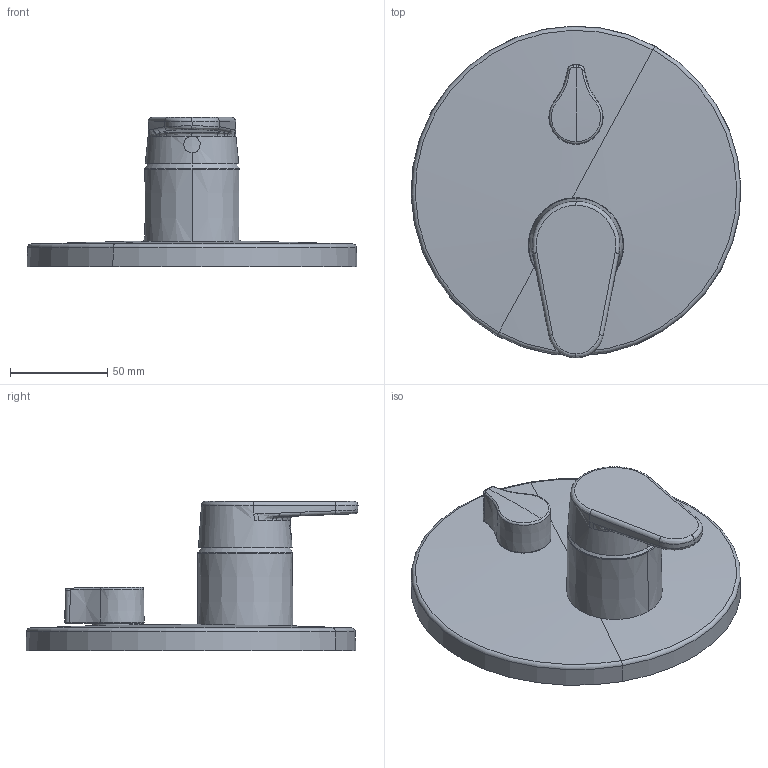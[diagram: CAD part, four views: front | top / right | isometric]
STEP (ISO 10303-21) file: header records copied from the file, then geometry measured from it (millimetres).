
FILE_DESCRIPTION (( 'STEP AP203' ), '1' );
FILE_NAME ('80633003.STEP', '2017-05-19T05:54:58', ( '' ), ( '' ), 'SwSTEP 2.0', 'SolidWorks 2016', '' );
FILE_SCHEMA (( 'CONFIG_CONTROL_DESIGN' ));
Length unit declared in the file: millimetre
Products named in the file (1): 80633003
Bounding box: 169.95 x 171.07 x 76.88 mm (x, y, z)
Volume: 420586.1 mm3; surface area: 65526.7 mm2
Topology: 1 solids, 1 shells, 71 faces, 172 edges, 106 vertices
Faces by surface type: bspline 33, torus 14, cone 9, sphere 6, plane 6, cylinder 3
Entity records: 6378 total; most frequent: CARTESIAN_POINT 4876, ORIENTED_EDGE 344, DIRECTION 229, EDGE_CURVE 172, VERTEX_POINT 106, AXIS2_PLACEMENT_3D 104, B_SPLINE_CURVE_WITH_KNOTS 81, EDGE_LOOP 74
